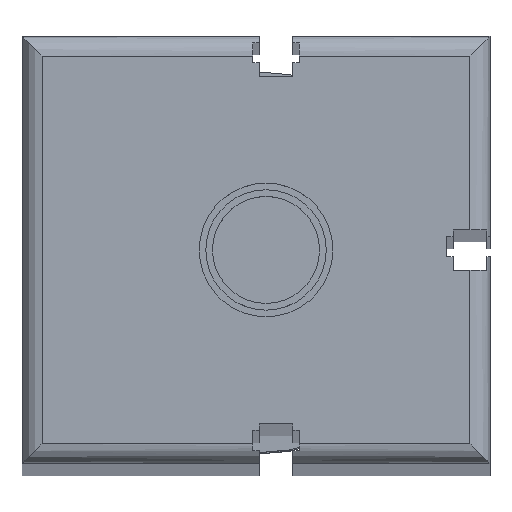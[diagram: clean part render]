
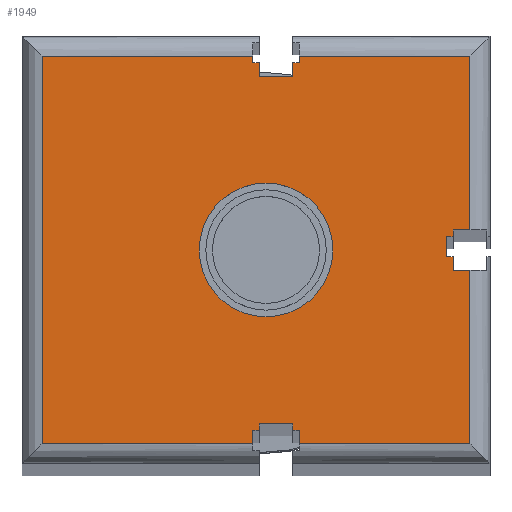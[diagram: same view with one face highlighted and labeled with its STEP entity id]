
A CAD part, top view. The second image highlights one B-rep face of the part: STEP entity #1949.
In plain terms, the highlighted planar face has unit normal (0, 0, 1).
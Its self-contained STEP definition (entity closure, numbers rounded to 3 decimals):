
#56=DIRECTION('',(0.,-1.,0.));
#57=VECTOR('',#56,1.);
#58=CARTESIAN_POINT('',(-2.5,-26.,0.));
#59=LINE('',#58,#57);
#64=DIRECTION('',(-1.,0.,0.));
#65=VECTOR('',#64,1.);
#66=CARTESIAN_POINT('',(-2.5,-27.,0.));
#67=LINE('',#66,#65);
#71=DIRECTION('',(0.,-1.,0.));
#72=VECTOR('',#71,2.);
#73=CARTESIAN_POINT('',(-3.5,-27.,0.));
#74=LINE('',#73,#72);
#78=DIRECTION('',(1.,0.,0.));
#79=VECTOR('',#78,31.5);
#80=CARTESIAN_POINT('',(-35.,-29.,0.));
#81=LINE('',#80,#79);
#85=DIRECTION('',(0.,-1.,0.));
#86=VECTOR('',#85,58.);
#87=CARTESIAN_POINT('',(-35.,29.,0.));
#88=LINE('',#87,#86);
#92=DIRECTION('',(-1.,0.,0.));
#93=VECTOR('',#92,31.5);
#94=CARTESIAN_POINT('',(-3.5,29.,0.));
#95=LINE('',#94,#93);
#99=DIRECTION('',(0.,-1.,0.));
#100=VECTOR('',#99,1.);
#101=CARTESIAN_POINT('',(-3.5,29.,0.));
#102=LINE('',#101,#100);
#106=DIRECTION('',(1.,0.,0.));
#107=VECTOR('',#106,1.);
#108=CARTESIAN_POINT('',(-3.5,28.,0.));
#109=LINE('',#108,#107);
#113=DIRECTION('',(1.,0.,0.));
#114=VECTOR('',#113,1.);
#115=CARTESIAN_POINT('',(2.5,28.,0.));
#116=LINE('',#115,#114);
#120=DIRECTION('',(0.,1.,0.));
#121=VECTOR('',#120,1.);
#122=CARTESIAN_POINT('',(3.5,28.,0.));
#123=LINE('',#122,#121);
#127=DIRECTION('',(-1.,0.,0.));
#128=VECTOR('',#127,25.5);
#129=CARTESIAN_POINT('',(29.,29.,0.));
#130=LINE('',#129,#128);
#134=DIRECTION('',(0.,1.,0.));
#135=VECTOR('',#134,26.);
#136=CARTESIAN_POINT('',(29.,3.,0.));
#137=LINE('',#136,#135);
#141=DIRECTION('',(-1.,0.,0.));
#142=VECTOR('',#141,2.5);
#143=CARTESIAN_POINT('',(29.,3.,0.));
#144=LINE('',#143,#142);
#148=DIRECTION('',(0.,-1.,0.));
#149=VECTOR('',#148,1.);
#150=CARTESIAN_POINT('',(26.5,3.,0.));
#151=LINE('',#150,#149);
#155=DIRECTION('',(-1.,0.,0.));
#156=VECTOR('',#155,1.);
#157=CARTESIAN_POINT('',(26.5,2.,0.));
#158=LINE('',#157,#156);
#162=DIRECTION('',(0.,-1.,0.));
#163=VECTOR('',#162,3.);
#164=CARTESIAN_POINT('',(25.5,2.,0.));
#165=LINE('',#164,#163);
#169=DIRECTION('',(1.,0.,0.));
#170=VECTOR('',#169,1.);
#171=CARTESIAN_POINT('',(25.5,-1.,0.));
#172=LINE('',#171,#170);
#176=DIRECTION('',(0.,1.,0.));
#177=VECTOR('',#176,26.);
#178=CARTESIAN_POINT('',(29.,-29.,0.));
#179=LINE('',#178,#177);
#183=DIRECTION('',(1.,0.,0.));
#184=VECTOR('',#183,25.5);
#185=CARTESIAN_POINT('',(3.5,-29.,0.));
#186=LINE('',#185,#184);
#190=DIRECTION('',(0.,1.,0.));
#191=VECTOR('',#190,2.);
#192=CARTESIAN_POINT('',(3.5,-29.,0.));
#193=LINE('',#192,#191);
#197=DIRECTION('',(-1.,0.,0.));
#198=VECTOR('',#197,1.);
#199=CARTESIAN_POINT('',(3.5,-27.,0.));
#200=LINE('',#199,#198);
#204=DIRECTION('',(0.,1.,0.));
#205=VECTOR('',#204,1.);
#206=CARTESIAN_POINT('',(2.5,-27.,0.));
#207=LINE('',#206,#205);
#211=DIRECTION('',(-1.,0.,0.));
#212=VECTOR('',#211,5.);
#213=CARTESIAN_POINT('',(2.5,-26.,0.));
#214=LINE('',#213,#212);
#218=CARTESIAN_POINT('',(-1.5,0.,0.));
#219=DIRECTION('',(0.,0.,1.));
#220=DIRECTION('',(1.,0.,0.));
#221=AXIS2_PLACEMENT_3D('',#218,#219,#220);
#226=CARTESIAN_POINT('',(-1.5,0.,0.));
#227=DIRECTION('',(0.,0.,1.));
#228=DIRECTION('',(-1.,0.,0.));
#229=AXIS2_PLACEMENT_3D('',#226,#227,#228);
#306=CARTESIAN_POINT('',(29.,-29.,0.));
#782=DIRECTION('',(0.,1.,0.));
#783=VECTOR('',#782,2.);
#784=CARTESIAN_POINT('',(-2.5,26.,0.));
#785=LINE('',#784,#783);
#803=DIRECTION('',(-1.,0.,0.));
#804=VECTOR('',#803,5.);
#805=CARTESIAN_POINT('',(2.5,26.,0.));
#806=LINE('',#805,#804);
#817=DIRECTION('',(0.,-1.,0.));
#818=VECTOR('',#817,2.);
#819=CARTESIAN_POINT('',(2.5,28.,0.));
#820=LINE('',#819,#818);
#925=DIRECTION('',(-1.,0.,0.));
#926=VECTOR('',#925,2.5);
#927=CARTESIAN_POINT('',(29.,-3.,0.));
#928=LINE('',#927,#926);
#1163=CARTESIAN_POINT('',(29.,29.,0.));
#1217=DIRECTION('',(0.,1.,0.));
#1218=VECTOR('',#1217,2.);
#1219=CARTESIAN_POINT('',(26.5,-3.,0.));
#1220=LINE('',#1219,#1218);
#1615=CARTESIAN_POINT('',(-3.5,29.,0.));
#1616=CARTESIAN_POINT('',(-3.5,28.,0.));
#1617=VERTEX_POINT('',#1615);
#1618=VERTEX_POINT('',#1616);
#1619=CARTESIAN_POINT('',(-2.5,28.,0.));
#1620=VERTEX_POINT('',#1619);
#1621=CARTESIAN_POINT('',(2.5,28.,0.));
#1622=CARTESIAN_POINT('',(3.5,28.,0.));
#1623=VERTEX_POINT('',#1621);
#1624=VERTEX_POINT('',#1622);
#1625=CARTESIAN_POINT('',(3.5,29.,0.));
#1626=VERTEX_POINT('',#1625);
#1663=CARTESIAN_POINT('',(-2.5,26.,0.));
#1665=VERTEX_POINT('',#1663);
#1667=CARTESIAN_POINT('',(2.5,26.,0.));
#1669=VERTEX_POINT('',#1667);
#1671=CARTESIAN_POINT('',(26.5,3.,0.));
#1672=CARTESIAN_POINT('',(26.5,2.,0.));
#1673=VERTEX_POINT('',#1671);
#1674=VERTEX_POINT('',#1672);
#1675=CARTESIAN_POINT('',(25.5,2.,0.));
#1676=VERTEX_POINT('',#1675);
#1677=CARTESIAN_POINT('',(25.5,-1.,0.));
#1678=VERTEX_POINT('',#1677);
#1679=CARTESIAN_POINT('',(26.5,-1.,0.));
#1680=VERTEX_POINT('',#1679);
#1681=CARTESIAN_POINT('',(29.,3.,0.));
#1682=VERTEX_POINT('',#1681);
#1703=CARTESIAN_POINT('',(26.5,-3.,0.));
#1705=VERTEX_POINT('',#1703);
#1725=CARTESIAN_POINT('',(29.,-3.,0.));
#1726=VERTEX_POINT('',#1725);
#1727=CARTESIAN_POINT('',(-2.5,-26.,0.));
#1728=CARTESIAN_POINT('',(-2.5,-27.,0.));
#1729=VERTEX_POINT('',#1727);
#1730=VERTEX_POINT('',#1728);
#1731=CARTESIAN_POINT('',(-3.5,-27.,0.));
#1732=VERTEX_POINT('',#1731);
#1733=CARTESIAN_POINT('',(-3.5,-29.,0.));
#1734=VERTEX_POINT('',#1733);
#1735=CARTESIAN_POINT('',(3.5,-29.,0.));
#1736=CARTESIAN_POINT('',(3.5,-27.,0.));
#1737=VERTEX_POINT('',#1735);
#1738=VERTEX_POINT('',#1736);
#1739=CARTESIAN_POINT('',(2.5,-27.,0.));
#1740=VERTEX_POINT('',#1739);
#1741=CARTESIAN_POINT('',(2.5,-26.,0.));
#1742=VERTEX_POINT('',#1741);
#1783=CARTESIAN_POINT('',(7.5,0.,0.));
#1784=CARTESIAN_POINT('',(-10.5,0.,0.));
#1785=VERTEX_POINT('',#1783);
#1786=VERTEX_POINT('',#1784);
#1811=CARTESIAN_POINT('',(-35.,29.,0.));
#1812=CARTESIAN_POINT('',(-35.,-29.,0.));
#1813=VERTEX_POINT('',#1811);
#1814=VERTEX_POINT('',#1812);
#1831=VERTEX_POINT('',#1163);
#1832=VERTEX_POINT('',#306);
#1880=CARTESIAN_POINT('',(0.,0.,0.));
#1881=DIRECTION('',(0.,0.,1.));
#1882=DIRECTION('',(1.,0.,0.));
#1883=AXIS2_PLACEMENT_3D('',#1880,#1881,#1882);
#1884=PLANE('',#1883);
#1886=ORIENTED_EDGE('',*,*,#1885,.T.);
#1888=ORIENTED_EDGE('',*,*,#1887,.T.);
#1890=ORIENTED_EDGE('',*,*,#1889,.T.);
#1892=ORIENTED_EDGE('',*,*,#1891,.F.);
#1894=ORIENTED_EDGE('',*,*,#1893,.F.);
#1896=ORIENTED_EDGE('',*,*,#1895,.F.);
#1898=ORIENTED_EDGE('',*,*,#1897,.T.);
#1900=ORIENTED_EDGE('',*,*,#1899,.T.);
#1902=ORIENTED_EDGE('',*,*,#1901,.F.);
#1904=ORIENTED_EDGE('',*,*,#1903,.F.);
#1906=ORIENTED_EDGE('',*,*,#1905,.F.);
#1908=ORIENTED_EDGE('',*,*,#1907,.T.);
#1910=ORIENTED_EDGE('',*,*,#1909,.T.);
#1912=ORIENTED_EDGE('',*,*,#1911,.F.);
#1914=ORIENTED_EDGE('',*,*,#1913,.F.);
#1916=ORIENTED_EDGE('',*,*,#1915,.T.);
#1918=ORIENTED_EDGE('',*,*,#1917,.T.);
#1920=ORIENTED_EDGE('',*,*,#1919,.T.);
#1922=ORIENTED_EDGE('',*,*,#1921,.T.);
#1924=ORIENTED_EDGE('',*,*,#1923,.T.);
#1926=ORIENTED_EDGE('',*,*,#1925,.F.);
#1928=ORIENTED_EDGE('',*,*,#1927,.F.);
#1930=ORIENTED_EDGE('',*,*,#1929,.F.);
#1932=ORIENTED_EDGE('',*,*,#1931,.F.);
#1934=ORIENTED_EDGE('',*,*,#1933,.T.);
#1936=ORIENTED_EDGE('',*,*,#1935,.T.);
#1938=ORIENTED_EDGE('',*,*,#1937,.T.);
#1940=ORIENTED_EDGE('',*,*,#1939,.T.);
#1941=EDGE_LOOP('',(#1886,#1888,#1890,#1892,#1894,#1896,#1898,#1900,#1902,#1904,
#1906,#1908,#1910,#1912,#1914,#1916,#1918,#1920,#1922,#1924,#1926,#1928,#1930,
#1932,#1934,#1936,#1938,#1940));
#1942=FACE_OUTER_BOUND('',#1941,.F.);
#1944=ORIENTED_EDGE('',*,*,#1943,.T.);
#1946=ORIENTED_EDGE('',*,*,#1945,.T.);
#1947=EDGE_LOOP('',(#1944,#1946));
#1948=FACE_BOUND('',#1947,.F.);
#1949=ADVANCED_FACE('',(#1942,#1948),#1884,.T.);
#222=CIRCLE('',#221,9.);
#230=CIRCLE('',#229,9.);
#1885=EDGE_CURVE('',#1729,#1730,#59,.T.);
#1887=EDGE_CURVE('',#1730,#1732,#67,.T.);
#1889=EDGE_CURVE('',#1732,#1734,#74,.T.);
#1891=EDGE_CURVE('',#1814,#1734,#81,.T.);
#1893=EDGE_CURVE('',#1813,#1814,#88,.T.);
#1895=EDGE_CURVE('',#1617,#1813,#95,.T.);
#1897=EDGE_CURVE('',#1617,#1618,#102,.T.);
#1899=EDGE_CURVE('',#1618,#1620,#109,.T.);
#1901=EDGE_CURVE('',#1665,#1620,#785,.T.);
#1903=EDGE_CURVE('',#1669,#1665,#806,.T.);
#1905=EDGE_CURVE('',#1623,#1669,#820,.T.);
#1907=EDGE_CURVE('',#1623,#1624,#116,.T.);
#1909=EDGE_CURVE('',#1624,#1626,#123,.T.);
#1911=EDGE_CURVE('',#1831,#1626,#130,.T.);
#1913=EDGE_CURVE('',#1682,#1831,#137,.T.);
#1915=EDGE_CURVE('',#1682,#1673,#144,.T.);
#1917=EDGE_CURVE('',#1673,#1674,#151,.T.);
#1919=EDGE_CURVE('',#1674,#1676,#158,.T.);
#1921=EDGE_CURVE('',#1676,#1678,#165,.T.);
#1923=EDGE_CURVE('',#1678,#1680,#172,.T.);
#1925=EDGE_CURVE('',#1705,#1680,#1220,.T.);
#1927=EDGE_CURVE('',#1726,#1705,#928,.T.);
#1929=EDGE_CURVE('',#1832,#1726,#179,.T.);
#1931=EDGE_CURVE('',#1737,#1832,#186,.T.);
#1933=EDGE_CURVE('',#1737,#1738,#193,.T.);
#1935=EDGE_CURVE('',#1738,#1740,#200,.T.);
#1937=EDGE_CURVE('',#1740,#1742,#207,.T.);
#1939=EDGE_CURVE('',#1742,#1729,#214,.T.);
#1943=EDGE_CURVE('',#1785,#1786,#222,.T.);
#1945=EDGE_CURVE('',#1786,#1785,#230,.T.);
